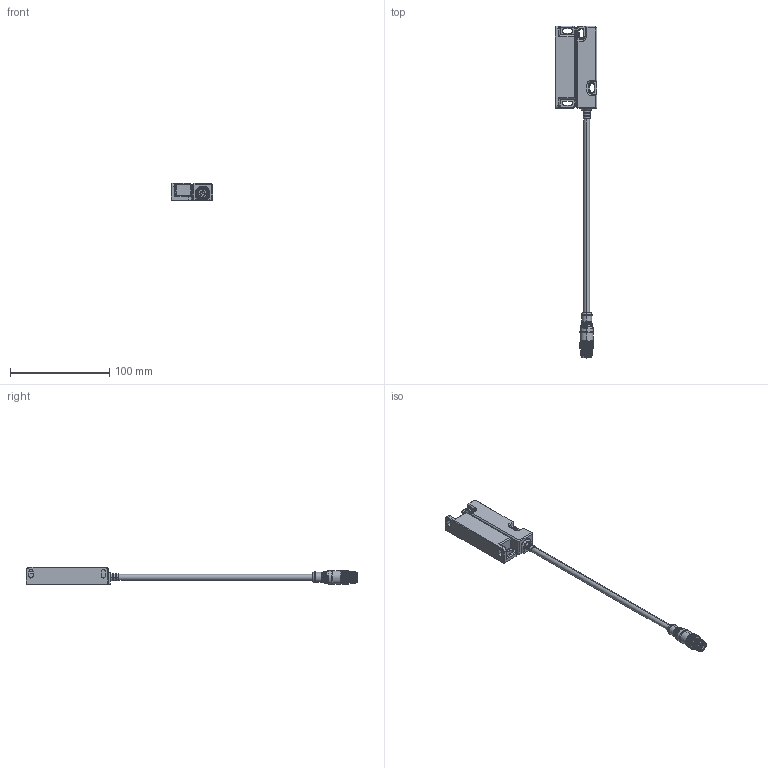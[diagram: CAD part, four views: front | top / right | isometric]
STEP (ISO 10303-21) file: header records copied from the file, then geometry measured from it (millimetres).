
FILE_DESCRIPTION (( 'STEP AP214' ), '1' );
FILE_NAME ('CMR-138024.step', '2017-09-27T13:20:36', ( '' ), ( '' ), 'SwSTEP 2.0', 'SolidWorks 2017', '' );
FILE_SCHEMA (( 'AUTOMOTIVE_DESIGN' ));
Length unit declared in the file: inch
Products named in the file (3): CMR-138024_1; CMR-138024; CMR-138024_2
Assembly tree (2 placements, depth 2):
  CMR-138024
    CMR-138024_1
    CMR-138024_2
Bounding box: 42.2 x 335 x 17.35 mm (x, y, z)
Volume: 37009.8 mm3; surface area: 36296.4 mm2
Topology: 11 solids, 11 shells, 1009 faces, 2594 edges, 1600 vertices
Faces by surface type: plane 372, cylinder 350, bspline 202, cone 85
Entity records: 35884 total; most frequent: CARTESIAN_POINT 12399, ORIENTED_EDGE 5092, DIRECTION 4626, EDGE_CURVE 2546, AXIS2_PLACEMENT_3D 1752, VERTEX_POINT 1600, VECTOR 1122, LINE 1122
